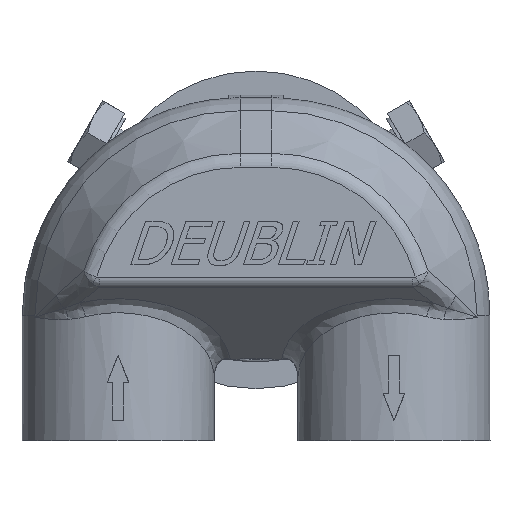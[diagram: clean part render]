
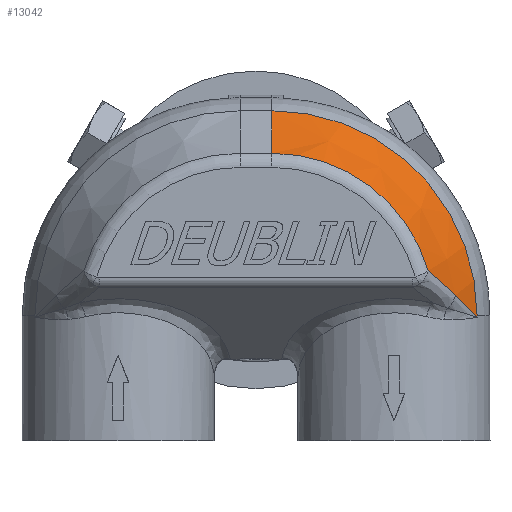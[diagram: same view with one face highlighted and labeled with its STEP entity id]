
A CAD part, left-side view. The second image highlights one B-rep face of the part: STEP entity #13042.
In plain terms, the highlighted conical face has half-angle 30 degrees and reference radius 33.556 mm.
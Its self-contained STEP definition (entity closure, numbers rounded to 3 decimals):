
#85=CONICAL_SURFACE('',#14048,33.556,0.524);
#1121=LINE('',#24603,#1950);
#1126=LINE('',#24613,#1955);
#1950=VECTOR('',#16284,15.733);
#1955=VECTOR('',#16291,0.456);
#2828=B_SPLINE_CURVE_WITH_KNOTS('',3,(#24616,#24617,#24618,#24619,#24620,
#24621,#24622,#24623,#24624,#24625,#24626,#24627,#24628,#24629,#24630,#24631),
 .UNSPECIFIED.,.F.,.F.,(4,3,3,3,3,4),(-0.803,-0.622,
-0.442,-0.262,-0.083,0.),
 .UNSPECIFIED.);
#2829=B_SPLINE_CURVE_WITH_KNOTS('',3,(#24635,#24636,#24637,#24638,#24639,
#24640,#24641,#24642,#24643,#24644,#24645,#24646,#24647,#24648,#24649,#24650,
#24651,#24652,#24653),.UNSPECIFIED.,.F.,.F.,(4,3,3,3,3,3,4),(0.,0.163,
0.326,0.488,0.65,0.812,0.956),
 .UNSPECIFIED.);
#3550=FACE_OUTER_BOUND('',#4337,.T.);
#4337=EDGE_LOOP('',(#10474,#10475,#10476,#10477,#10478,#10479));
#4892=CIRCLE('',#14049,37.922);
#4893=CIRCLE('',#14050,30.056);
#5870=VERTEX_POINT('',#24599);
#5872=VERTEX_POINT('',#24602);
#5875=VERTEX_POINT('',#24609);
#5876=VERTEX_POINT('',#24611);
#5877=VERTEX_POINT('',#24615);
#5878=VERTEX_POINT('',#24633);
#7501=EDGE_CURVE('',#5872,#5870,#1121,.T.);
#7506=EDGE_CURVE('',#5876,#5875,#1126,.T.);
#7507=EDGE_CURVE('',#5875,#5877,#2828,.T.);
#7508=EDGE_CURVE('',#5876,#5872,#4892,.T.);
#7509=EDGE_CURVE('',#5878,#5870,#4893,.T.);
#7510=EDGE_CURVE('',#5877,#5878,#2829,.T.);
#10474=ORIENTED_EDGE('',*,*,#7507,.F.);
#10475=ORIENTED_EDGE('',*,*,#7506,.F.);
#10476=ORIENTED_EDGE('',*,*,#7508,.T.);
#10477=ORIENTED_EDGE('',*,*,#7501,.T.);
#10478=ORIENTED_EDGE('',*,*,#7509,.F.);
#10479=ORIENTED_EDGE('',*,*,#7510,.F.);
#13042=ADVANCED_FACE('',(#3550),#85,.T.);
#14048=AXIS2_PLACEMENT_3D('',#24614,#16292,#16293);
#14049=AXIS2_PLACEMENT_3D('',#24632,#16294,#16295);
#14050=AXIS2_PLACEMENT_3D('',#24634,#16296,#16297);
#16284=DIRECTION('',(-0.866,0.,-0.5));
#16291=DIRECTION('',(-0.866,0.5,0.));
#16292=DIRECTION('center_axis',(1.,0.,0.));
#16293=DIRECTION('ref_axis',(0.,0.,-1.));
#16294=DIRECTION('center_axis',(-1.,0.,0.));
#16295=DIRECTION('ref_axis',(0.,0.,-1.));
#16296=DIRECTION('center_axis',(-1.,0.,0.));
#16297=DIRECTION('ref_axis',(0.,-0.616,0.788));
#24599=CARTESIAN_POINT('',(-34.9,-2.95,14.156));
#24602=CARTESIAN_POINT('',(-21.275,-2.95,22.022));
#24603=CARTESIAN_POINT('',(-21.275,-2.95,22.022));
#24609=CARTESIAN_POINT('',(-21.67,-40.644,-15.9));
#24611=CARTESIAN_POINT('',(-21.275,-40.872,-15.9));
#24613=CARTESIAN_POINT('',(-21.275,-40.872,-15.9));
#24614=CARTESIAN_POINT('Origin',(-28.838,-2.95,-15.9));
#24615=CARTESIAN_POINT('',(-27.817,-36.878,-12.059));
#24616=CARTESIAN_POINT('Ctrl Pts',(-21.67,-40.644,
-15.9));
#24617=CARTESIAN_POINT('Ctrl Pts',(-22.136,-40.375,
-15.611));
#24618=CARTESIAN_POINT('Ctrl Pts',(-22.602,-40.103,-15.322));
#24619=CARTESIAN_POINT('Ctrl Pts',(-23.066,-39.828,
-15.033));
#24620=CARTESIAN_POINT('Ctrl Pts',(-23.529,-39.554,
-14.745));
#24621=CARTESIAN_POINT('Ctrl Pts',(-23.991,-39.277,
-14.457));
#24622=CARTESIAN_POINT('Ctrl Pts',(-24.451,-38.997,
-14.17));
#24623=CARTESIAN_POINT('Ctrl Pts',(-24.911,-38.717,
-13.883));
#24624=CARTESIAN_POINT('Ctrl Pts',(-25.369,-38.435,
-13.596));
#24625=CARTESIAN_POINT('Ctrl Pts',(-25.826,-38.149,
-13.31));
#24626=CARTESIAN_POINT('Ctrl Pts',(-26.282,-37.864,
-13.024));
#24627=CARTESIAN_POINT('Ctrl Pts',(-26.736,-37.576,-12.739));
#24628=CARTESIAN_POINT('Ctrl Pts',(-27.189,-37.285,
-12.454));
#24629=CARTESIAN_POINT('Ctrl Pts',(-27.399,-37.15,
-12.322));
#24630=CARTESIAN_POINT('Ctrl Pts',(-27.608,-37.014,
-12.19));
#24631=CARTESIAN_POINT('Ctrl Pts',(-27.817,-36.878,
-12.059));
#24632=CARTESIAN_POINT('Origin',(-21.275,-2.95,-15.9));
#24633=CARTESIAN_POINT('',(-34.9,-31.819,-7.539));
#24634=CARTESIAN_POINT('Origin',(-34.9,-2.95,-15.9));
#24635=CARTESIAN_POINT('Ctrl Pts',(-27.817,-36.878,
-12.059));
#24636=CARTESIAN_POINT('Ctrl Pts',(-28.228,-36.61,
-11.8));
#24637=CARTESIAN_POINT('Ctrl Pts',(-28.637,-36.339,
-11.541));
#24638=CARTESIAN_POINT('Ctrl Pts',(-29.046,-36.065,
-11.283));
#24639=CARTESIAN_POINT('Ctrl Pts',(-29.454,-35.791,
-11.025));
#24640=CARTESIAN_POINT('Ctrl Pts',(-29.86,-35.515,
-10.767));
#24641=CARTESIAN_POINT('Ctrl Pts',(-30.266,-35.234,
-10.51));
#24642=CARTESIAN_POINT('Ctrl Pts',(-30.67,-34.955,
-10.253));
#24643=CARTESIAN_POINT('Ctrl Pts',(-31.072,-34.672,-9.997));
#24644=CARTESIAN_POINT('Ctrl Pts',(-31.473,-34.386,
-9.741));
#24645=CARTESIAN_POINT('Ctrl Pts',(-31.874,-34.101,
-9.486));
#24646=CARTESIAN_POINT('Ctrl Pts',(-32.273,-33.812,-9.231));
#24647=CARTESIAN_POINT('Ctrl Pts',(-32.67,-33.519,
-8.976));
#24648=CARTESIAN_POINT('Ctrl Pts',(-33.065,-33.227,-8.722));
#24649=CARTESIAN_POINT('Ctrl Pts',(-33.459,-32.932,-8.469));
#24650=CARTESIAN_POINT('Ctrl Pts',(-33.851,-32.633,-8.216));
#24651=CARTESIAN_POINT('Ctrl Pts',(-34.202,-32.365,
-7.99));
#24652=CARTESIAN_POINT('Ctrl Pts',(-34.552,-32.094,-7.764));
#24653=CARTESIAN_POINT('Ctrl Pts',(-34.9,-31.819,
-7.539));
